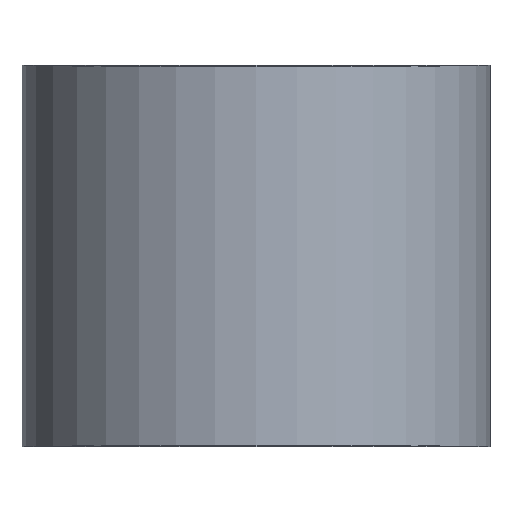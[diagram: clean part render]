
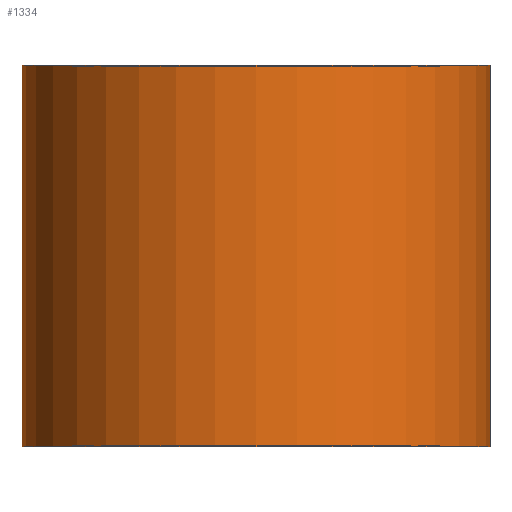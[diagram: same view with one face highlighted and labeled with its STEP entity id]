
A CAD part, front view. The second image highlights one B-rep face of the part: STEP entity #1334.
In plain terms, the highlighted cylindrical face has radius 435 mm (diameter 870 mm), a full revolution.
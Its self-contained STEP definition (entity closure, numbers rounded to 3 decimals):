
#39 = CARTESIAN_POINT ( 'NONE',  ( 0., 0., 710. ) ) ;
#72 = CARTESIAN_POINT ( 'NONE',  ( 435., 0., 710. ) ) ;
#110 = EDGE_CURVE ( 'NONE', #773, #773, #571, .T. ) ;
#135 = AXIS2_PLACEMENT_3D ( 'NONE', #990, #1082, #879 ) ;
#254 = AXIS2_PLACEMENT_3D ( 'NONE', #39, #659, #757 ) ;
#319 = ORIENTED_EDGE ( 'NONE', *, *, #110, .T. ) ;
#479 = DIRECTION ( 'NONE',  ( 1., 0., 0. ) ) ;
#562 = FACE_OUTER_BOUND ( 'NONE', #1298, .T. ) ;
#571 = CIRCLE ( 'NONE', #135, 435. ) ;
#623 = AXIS2_PLACEMENT_3D ( 'NONE', #1096, #1192, #479 ) ;
#659 = DIRECTION ( 'NONE',  ( 0., 0., 1. ) ) ;
#731 = VERTEX_POINT ( 'NONE', #72 ) ;
#757 = DIRECTION ( 'NONE',  ( 1., 0., 0. ) ) ;
#773 = VERTEX_POINT ( 'NONE', #890 ) ;
#807 = FACE_OUTER_BOUND ( 'NONE', #1048, .T. ) ;
#879 = DIRECTION ( 'NONE',  ( 1., 0., 0. ) ) ;
#890 = CARTESIAN_POINT ( 'NONE',  ( 435., 0., 0. ) ) ;
#892 = ORIENTED_EDGE ( 'NONE', *, *, #1259, .F. ) ;
#990 = CARTESIAN_POINT ( 'NONE',  ( 0., 0., 0. ) ) ;
#1048 = EDGE_LOOP ( 'NONE', ( #892 ) ) ;
#1052 = CYLINDRICAL_SURFACE ( 'NONE', #623, 435. ) ;
#1082 = DIRECTION ( 'NONE',  ( 0., 0., 1. ) ) ;
#1096 = CARTESIAN_POINT ( 'NONE',  ( 0., 0., 0. ) ) ;
#1122 = CIRCLE ( 'NONE', #254, 435. ) ;
#1192 = DIRECTION ( 'NONE',  ( 0., 0., 1. ) ) ;
#1259 = EDGE_CURVE ( 'NONE', #731, #731, #1122, .T. ) ;
#1298 = EDGE_LOOP ( 'NONE', ( #319 ) ) ;
#1334 = ADVANCED_FACE ( 'NONE', ( #562, #807 ), #1052, .T. ) ;
